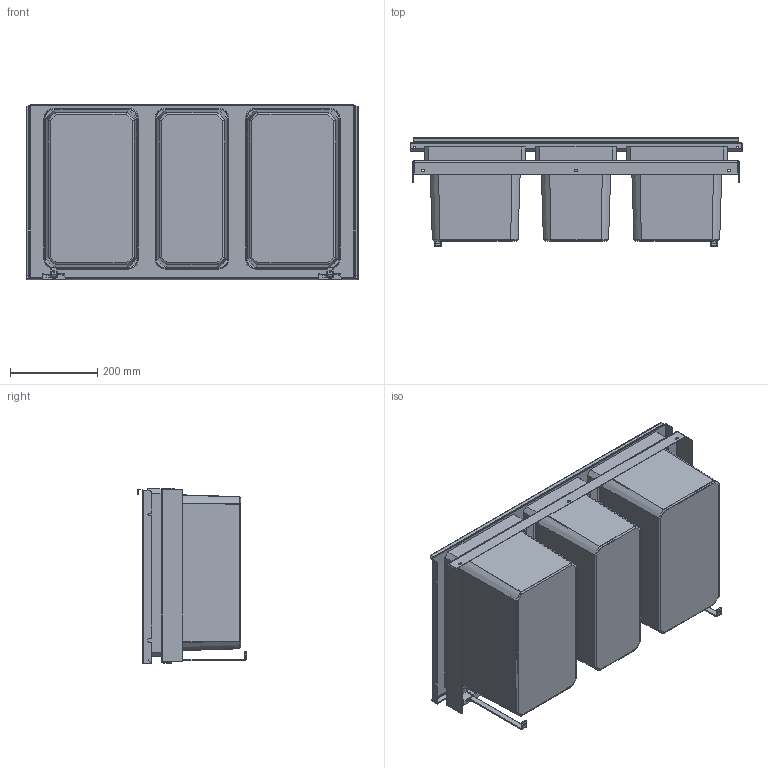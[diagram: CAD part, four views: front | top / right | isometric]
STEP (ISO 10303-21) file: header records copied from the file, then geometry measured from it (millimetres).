
FILE_DESCRIPTION(('STEP AP214'),'1');
FILE_NAME('8013383_V Cox Stand-UP 250 S_800-3.STP','2024-08-16T09:30:19',(' '),(' '),'Spatial InterOp 3D',' ',' ');
FILE_SCHEMA(('AUTOMOTIVE_DESIGN { 1 0 10303 214 1 1 1 1 }'));
Length unit declared in the file: millimetre
Products named in the file (1): 3D-Objekt
Bounding box: 760 x 248.3 x 402 mm (x, y, z)
Volume: 3692231.2 mm3; surface area: 2911101.3 mm2
Topology: 9 solids, 9 shells, 692 faces, 1684 edges, 1012 vertices
Faces by surface type: plane 408, cylinder 120, cone 72, torus 56, bspline 24, extrusion 12
Entity records: 21014 total; most frequent: CARTESIAN_POINT 4729, ORIENTED_EDGE 3368, DIRECTION 3310, EDGE_CURVE 1684, VECTOR 1148, LINE 1136, AXIS2_PLACEMENT_3D 1081, VERTEX_POINT 1012
